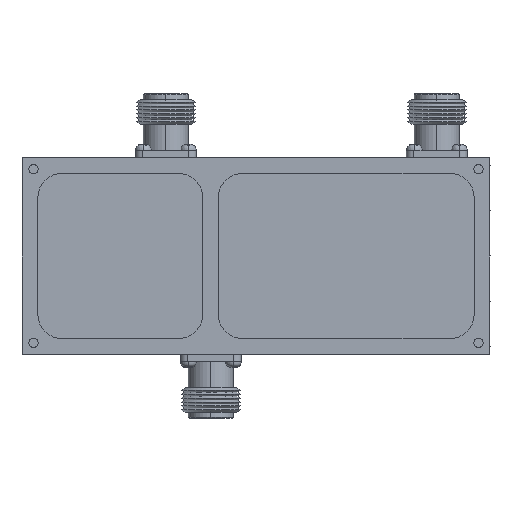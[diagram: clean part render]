
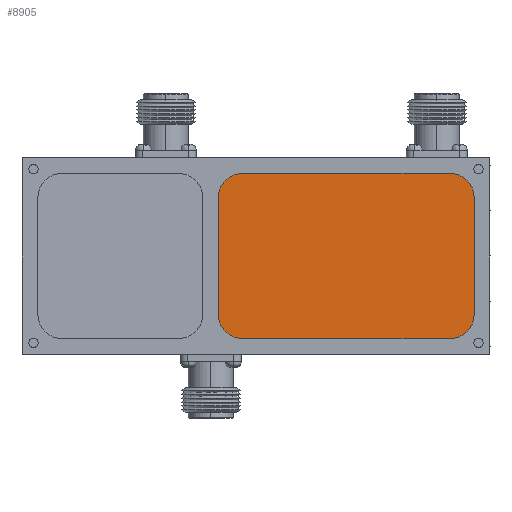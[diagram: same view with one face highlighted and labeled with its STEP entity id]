
A CAD part, front view. The second image highlights one B-rep face of the part: STEP entity #8905.
In plain terms, the highlighted planar face has unit normal (0, -1, 0).
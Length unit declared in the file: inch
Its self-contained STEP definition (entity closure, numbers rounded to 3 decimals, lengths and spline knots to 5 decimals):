
#69 = CARTESIAN_POINT ( 'NONE',  ( 2.0285, -0.835, 0.862 ) ) ;
#125 = CARTESIAN_POINT ( 'NONE',  ( -0.3935, -0.835, -0.612 ) ) ;
#190 = CARTESIAN_POINT ( 'NONE',  ( 2.0285, -0.835, 0.862 ) ) ;
#324 = CARTESIAN_POINT ( 'NONE',  ( -0.1435, -0.835, -0.862 ) ) ;
#475 = DIRECTION ( 'NONE',  ( 0., -1., 0. ) ) ;
#535 = VERTEX_POINT ( 'NONE', #324 ) ;
#645 = VECTOR ( 'NONE', #4765, 39.37008 ) ;
#754 = CARTESIAN_POINT ( 'NONE',  ( 2.0285, -0.835, 0.612 ) ) ;
#1322 = CARTESIAN_POINT ( 'NONE',  ( -0.3935, -0.835, 0.612 ) ) ;
#1488 = CARTESIAN_POINT ( 'NONE',  ( 2.2785, -0.835, 0.612 ) ) ;
#1521 = EDGE_LOOP ( 'NONE', ( #7165, #7829, #8333, #9839, #5006, #8098, #7618, #8672 ) ) ;
#1575 = CIRCLE ( 'NONE', #6519, 0.25 ) ;
#1720 = VERTEX_POINT ( 'NONE', #8980 ) ;
#2127 = EDGE_CURVE ( 'NONE', #5349, #3264, #4115, .T. ) ;
#2136 = DIRECTION ( 'NONE',  ( 0., -1., 0. ) ) ;
#2337 = EDGE_CURVE ( 'NONE', #10910, #9810, #5703, .T. ) ;
#2455 = EDGE_CURVE ( 'NONE', #9252, #5349, #9841, .T. ) ;
#2612 = DIRECTION ( 'NONE',  ( 0., -1., 0. ) ) ;
#2700 = EDGE_CURVE ( 'NONE', #6522, #9252, #5375, .T. ) ;
#2878 = DIRECTION ( 'NONE',  ( -1., 0., 0. ) ) ;
#3153 = AXIS2_PLACEMENT_3D ( 'NONE', #5941, #475, #4062 ) ;
#3264 = VERTEX_POINT ( 'NONE', #7354 ) ;
#3404 = CIRCLE ( 'NONE', #9768, 0.25 ) ;
#3996 = CARTESIAN_POINT ( 'NONE',  ( -0.1435, -0.835, 0.612 ) ) ;
#4026 = LINE ( 'NONE', #6362, #7832 ) ;
#4062 = DIRECTION ( 'NONE',  ( 0., 0., -1. ) ) ;
#4082 = DIRECTION ( 'NONE',  ( 0., 0., -1. ) ) ;
#4115 = LINE ( 'NONE', #69, #10808 ) ;
#4765 = DIRECTION ( 'NONE',  ( 0., 0., 1. ) ) ;
#5006 = ORIENTED_EDGE ( 'NONE', *, *, #9144, .T. ) ;
#5102 = CARTESIAN_POINT ( 'NONE',  ( 2.0285, -0.835, -0.612 ) ) ;
#5349 = VERTEX_POINT ( 'NONE', #190 ) ;
#5375 = LINE ( 'NONE', #11094, #645 ) ;
#5703 = LINE ( 'NONE', #1322, #7650 ) ;
#5891 = CIRCLE ( 'NONE', #3153, 0.25 ) ;
#5923 = CARTESIAN_POINT ( 'NONE',  ( 2.2785, -0.835, -0.612 ) ) ;
#5941 = CARTESIAN_POINT ( 'NONE',  ( -0.1435, -0.835, -0.612 ) ) ;
#6006 = DIRECTION ( 'NONE',  ( 0., 0., -1. ) ) ;
#6213 = AXIS2_PLACEMENT_3D ( 'NONE', #754, #8675, #7859 ) ;
#6362 = CARTESIAN_POINT ( 'NONE',  ( -0.1435, -0.835, -0.862 ) ) ;
#6519 = AXIS2_PLACEMENT_3D ( 'NONE', #3996, #2136, #8318 ) ;
#6522 = VERTEX_POINT ( 'NONE', #5923 ) ;
#6711 = EDGE_CURVE ( 'NONE', #535, #1720, #4026, .T. ) ;
#7165 = ORIENTED_EDGE ( 'NONE', *, *, #7959, .T. ) ;
#7261 = DIRECTION ( 'NONE',  ( 1., 0., 0. ) ) ;
#7329 = AXIS2_PLACEMENT_3D ( 'NONE', #11475, #2612, #8870 ) ;
#7354 = CARTESIAN_POINT ( 'NONE',  ( -0.1435, -0.835, 0.862 ) ) ;
#7618 = ORIENTED_EDGE ( 'NONE', *, *, #10689, .T. ) ;
#7650 = VECTOR ( 'NONE', #4082, 39.37008 ) ;
#7829 = ORIENTED_EDGE ( 'NONE', *, *, #2700, .T. ) ;
#7832 = VECTOR ( 'NONE', #7261, 39.37008 ) ;
#7859 = DIRECTION ( 'NONE',  ( 0., 0., -1. ) ) ;
#7959 = EDGE_CURVE ( 'NONE', #1720, #6522, #3404, .T. ) ;
#8098 = ORIENTED_EDGE ( 'NONE', *, *, #2337, .T. ) ;
#8318 = DIRECTION ( 'NONE',  ( 0., 0., -1. ) ) ;
#8333 = ORIENTED_EDGE ( 'NONE', *, *, #2455, .T. ) ;
#8672 = ORIENTED_EDGE ( 'NONE', *, *, #6711, .T. ) ;
#8675 = DIRECTION ( 'NONE',  ( 0., -1., 0. ) ) ;
#8870 = DIRECTION ( 'NONE',  ( 0., 0., -1. ) ) ;
#8905 = ADVANCED_FACE ( 'NONE', ( #11340 ), #10504, .T. ) ;
#8980 = CARTESIAN_POINT ( 'NONE',  ( 2.0285, -0.835, -0.862 ) ) ;
#9144 = EDGE_CURVE ( 'NONE', #3264, #10910, #1575, .T. ) ;
#9252 = VERTEX_POINT ( 'NONE', #1488 ) ;
#9657 = CARTESIAN_POINT ( 'NONE',  ( -0.3935, -0.835, 0.612 ) ) ;
#9768 = AXIS2_PLACEMENT_3D ( 'NONE', #5102, #11308, #6006 ) ;
#9810 = VERTEX_POINT ( 'NONE', #125 ) ;
#9839 = ORIENTED_EDGE ( 'NONE', *, *, #2127, .T. ) ;
#9841 = CIRCLE ( 'NONE', #6213, 0.25 ) ;
#10504 = PLANE ( 'NONE',  #7329 ) ;
#10689 = EDGE_CURVE ( 'NONE', #9810, #535, #5891, .T. ) ;
#10808 = VECTOR ( 'NONE', #2878, 39.37008 ) ;
#10910 = VERTEX_POINT ( 'NONE', #9657 ) ;
#11094 = CARTESIAN_POINT ( 'NONE',  ( 2.2785, -0.835, -0.612 ) ) ;
#11308 = DIRECTION ( 'NONE',  ( 0., -1., 0. ) ) ;
#11340 = FACE_OUTER_BOUND ( 'NONE', #1521, .T. ) ;
#11475 = CARTESIAN_POINT ( 'NONE',  ( 2.0285, -0.835, -0.612 ) ) ;
